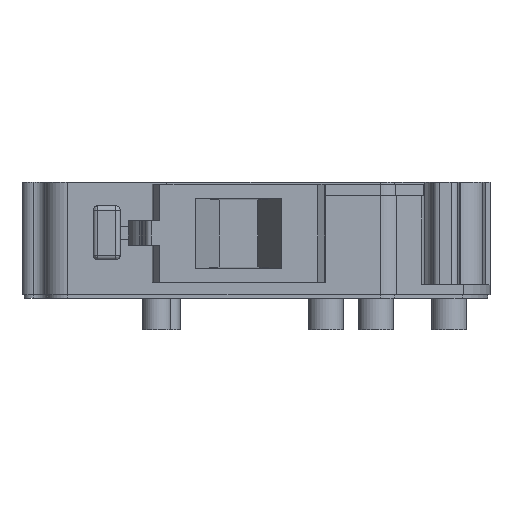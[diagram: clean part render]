
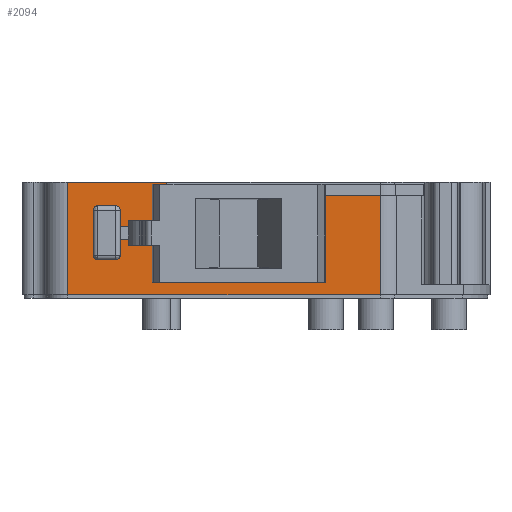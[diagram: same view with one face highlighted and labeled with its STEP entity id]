
A CAD part, front view. The second image highlights one B-rep face of the part: STEP entity #2094.
In plain terms, the highlighted planar face has unit normal (0, -1, 0).
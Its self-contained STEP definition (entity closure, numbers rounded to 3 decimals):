
#122 = DIRECTION ( 'NONE',  ( 0., 0., 1. ) ) ;
#181 = VECTOR ( 'NONE', #9009, 1000. ) ;
#263 = ORIENTED_EDGE ( 'NONE', *, *, #4999, .F. ) ;
#473 = CARTESIAN_POINT ( 'NONE',  ( -50.276, 13.714, 14.487 ) ) ;
#497 = DIRECTION ( 'NONE',  ( 0., 1., 0. ) ) ;
#509 = VERTEX_POINT ( 'NONE', #4616 ) ;
#540 = VECTOR ( 'NONE', #8657, 1000. ) ;
#822 = VERTEX_POINT ( 'NONE', #6894 ) ;
#877 = EDGE_LOOP ( 'NONE', ( #9095, #6956, #9516, #3848, #4329, #7190, #5540, #2065, #3905, #5321 ) ) ;
#947 = CARTESIAN_POINT ( 'NONE',  ( -45.872, 13.714, 14.487 ) ) ;
#1105 = VECTOR ( 'NONE', #3349, 1000. ) ;
#1341 = VECTOR ( 'NONE', #5334, 1000. ) ;
#1469 = CARTESIAN_POINT ( 'NONE',  ( -52.265, 13.714, 9.487 ) ) ;
#1907 = FACE_OUTER_BOUND ( 'NONE', #877, .T. ) ;
#2053 = VECTOR ( 'NONE', #9659, 1000. ) ;
#2065 = ORIENTED_EDGE ( 'NONE', *, *, #7131, .F. ) ;
#2081 = LINE ( 'NONE', #8687, #540 ) ;
#2084 = DIRECTION ( 'NONE',  ( 0., 0., -1. ) ) ;
#2094 = ADVANCED_FACE ( 'NONE', ( #1907, #8252 ), #6885, .F. ) ;
#2098 = CARTESIAN_POINT ( 'NONE',  ( -48.834, 13.714, 14.487 ) ) ;
#2426 = DIRECTION ( 'NONE',  ( 0., 0., 1. ) ) ;
#2457 = CARTESIAN_POINT ( 'NONE',  ( -48.234, 13.714, 14.487 ) ) ;
#2466 = EDGE_CURVE ( 'NONE', #822, #3741, #5030, .T. ) ;
#2513 = CARTESIAN_POINT ( 'NONE',  ( -48.234, 13.714, 12.937 ) ) ;
#2536 = ORIENTED_EDGE ( 'NONE', *, *, #4028, .F. ) ;
#2550 = EDGE_CURVE ( 'NONE', #9896, #4206, #8243, .T. ) ;
#2668 = CARTESIAN_POINT ( 'NONE',  ( -36.379, 13.714, 14.487 ) ) ;
#2978 = VECTOR ( 'NONE', #8788, 1000. ) ;
#3040 = LINE ( 'NONE', #4218, #8543 ) ;
#3086 = DIRECTION ( 'NONE',  ( -1., 0., 0. ) ) ;
#3101 = VERTEX_POINT ( 'NONE', #5057 ) ;
#3107 = ORIENTED_EDGE ( 'NONE', *, *, #8356, .F. ) ;
#3163 = LINE ( 'NONE', #2457, #7723 ) ;
#3279 = CARTESIAN_POINT ( 'NONE',  ( -36.379, 13.714, 11.537 ) ) ;
#3289 = VECTOR ( 'NONE', #2084, 1000. ) ;
#3347 = CARTESIAN_POINT ( 'NONE',  ( -46.522, 13.714, 14.387 ) ) ;
#3349 = DIRECTION ( 'NONE',  ( -1., 0., 0. ) ) ;
#3556 = EDGE_CURVE ( 'NONE', #8191, #822, #8100, .T. ) ;
#3741 = VERTEX_POINT ( 'NONE', #3347 ) ;
#3823 = CARTESIAN_POINT ( 'NONE',  ( -48.834, 13.714, 12.937 ) ) ;
#3848 = ORIENTED_EDGE ( 'NONE', *, *, #7522, .F. ) ;
#3905 = ORIENTED_EDGE ( 'NONE', *, *, #2550, .F. ) ;
#4011 = VECTOR ( 'NONE', #8030, 1000. ) ;
#4028 = EDGE_CURVE ( 'NONE', #5874, #4475, #3163, .T. ) ;
#4111 = LINE ( 'NONE', #3279, #2053 ) ;
#4201 = CARTESIAN_POINT ( 'NONE',  ( -48.234, 13.714, 11.537 ) ) ;
#4206 = VERTEX_POINT ( 'NONE', #4210 ) ;
#4210 = CARTESIAN_POINT ( 'NONE',  ( -38.822, 13.714, 13.887 ) ) ;
#4218 = CARTESIAN_POINT ( 'NONE',  ( -36.379, 13.714, 13.887 ) ) ;
#4239 = EDGE_CURVE ( 'NONE', #3741, #9339, #8192, .T. ) ;
#4329 = ORIENTED_EDGE ( 'NONE', *, *, #6265, .F. ) ;
#4343 = CARTESIAN_POINT ( 'NONE',  ( -38.822, 13.714, 14.487 ) ) ;
#4475 = VERTEX_POINT ( 'NONE', #2513 ) ;
#4521 = VERTEX_POINT ( 'NONE', #4805 ) ;
#4544 = ORIENTED_EDGE ( 'NONE', *, *, #8348, .F. ) ;
#4616 = CARTESIAN_POINT ( 'NONE',  ( -36.379, 13.714, 9.487 ) ) ;
#4724 = CARTESIAN_POINT ( 'NONE',  ( -50.276, 13.714, 14.487 ) ) ;
#4763 = VECTOR ( 'NONE', #7117, 1000. ) ;
#4805 = CARTESIAN_POINT ( 'NONE',  ( -48.834, 13.714, 11.537 ) ) ;
#4810 = EDGE_LOOP ( 'NONE', ( #2536, #3107, #263, #4544 ) ) ;
#4852 = EDGE_CURVE ( 'NONE', #3101, #509, #2081, .T. ) ;
#4941 = CARTESIAN_POINT ( 'NONE',  ( -39.072, 13.714, 14.387 ) ) ;
#4999 = EDGE_CURVE ( 'NONE', #9172, #4521, #9847, .T. ) ;
#5030 = LINE ( 'NONE', #4941, #2978 ) ;
#5057 = CARTESIAN_POINT ( 'NONE',  ( -36.379, 13.714, 13.887 ) ) ;
#5321 = ORIENTED_EDGE ( 'NONE', *, *, #9028, .F. ) ;
#5334 = DIRECTION ( 'NONE',  ( -1., 0., 0. ) ) ;
#5350 = VERTEX_POINT ( 'NONE', #5678 ) ;
#5481 = LINE ( 'NONE', #7152, #4763 ) ;
#5540 = ORIENTED_EDGE ( 'NONE', *, *, #4852, .F. ) ;
#5678 = CARTESIAN_POINT ( 'NONE',  ( -50.276, 13.714, 9.487 ) ) ;
#5739 = AXIS2_PLACEMENT_3D ( 'NONE', #8205, #497, #3086 ) ;
#5791 = LINE ( 'NONE', #1469, #1341 ) ;
#5874 = VERTEX_POINT ( 'NONE', #4201 ) ;
#6011 = DIRECTION ( 'NONE',  ( 0., 0., 1. ) ) ;
#6265 = EDGE_CURVE ( 'NONE', #5350, #7148, #8570, .T. ) ;
#6710 = CARTESIAN_POINT ( 'NONE',  ( -46.522, 13.714, 14.487 ) ) ;
#6763 = CARTESIAN_POINT ( 'NONE',  ( -46.522, 13.714, 10.037 ) ) ;
#6885 = PLANE ( 'NONE',  #5739 ) ;
#6894 = CARTESIAN_POINT ( 'NONE',  ( -45.872, 13.714, 14.387 ) ) ;
#6956 = ORIENTED_EDGE ( 'NONE', *, *, #2466, .F. ) ;
#7117 = DIRECTION ( 'NONE',  ( 1., 0., 0. ) ) ;
#7131 = EDGE_CURVE ( 'NONE', #4206, #3101, #3040, .T. ) ;
#7148 = VERTEX_POINT ( 'NONE', #473 ) ;
#7152 = CARTESIAN_POINT ( 'NONE',  ( -36.379, 13.714, 10.037 ) ) ;
#7190 = ORIENTED_EDGE ( 'NONE', *, *, #8142, .F. ) ;
#7522 = EDGE_CURVE ( 'NONE', #7148, #8191, #7941, .T. ) ;
#7584 = CARTESIAN_POINT ( 'NONE',  ( -38.822, 13.714, 10.037 ) ) ;
#7684 = LINE ( 'NONE', #7901, #1105 ) ;
#7723 = VECTOR ( 'NONE', #2426, 1000. ) ;
#7865 = VECTOR ( 'NONE', #8530, 1000. ) ;
#7901 = CARTESIAN_POINT ( 'NONE',  ( -36.379, 13.714, 12.937 ) ) ;
#7941 = LINE ( 'NONE', #2668, #4011 ) ;
#8030 = DIRECTION ( 'NONE',  ( 1., 0., 0. ) ) ;
#8100 = LINE ( 'NONE', #947, #7865 ) ;
#8142 = EDGE_CURVE ( 'NONE', #509, #5350, #5791, .T. ) ;
#8191 = VERTEX_POINT ( 'NONE', #9222 ) ;
#8192 = LINE ( 'NONE', #6710, #3289 ) ;
#8205 = CARTESIAN_POINT ( 'NONE',  ( -36.379, 13.714, 14.487 ) ) ;
#8243 = LINE ( 'NONE', #4343, #9072 ) ;
#8252 = FACE_BOUND ( 'NONE', #4810, .T. ) ;
#8348 = EDGE_CURVE ( 'NONE', #4475, #9172, #7684, .T. ) ;
#8356 = EDGE_CURVE ( 'NONE', #4521, #5874, #4111, .T. ) ;
#8530 = DIRECTION ( 'NONE',  ( 0., 0., -1. ) ) ;
#8543 = VECTOR ( 'NONE', #8837, 1000. ) ;
#8570 = LINE ( 'NONE', #4724, #9749 ) ;
#8657 = DIRECTION ( 'NONE',  ( 0., 0., -1. ) ) ;
#8687 = CARTESIAN_POINT ( 'NONE',  ( -36.379, 13.714, 14.487 ) ) ;
#8788 = DIRECTION ( 'NONE',  ( -1., 0., 0. ) ) ;
#8837 = DIRECTION ( 'NONE',  ( 1., 0., 0. ) ) ;
#9009 = DIRECTION ( 'NONE',  ( 0., 0., -1. ) ) ;
#9028 = EDGE_CURVE ( 'NONE', #9339, #9896, #5481, .T. ) ;
#9072 = VECTOR ( 'NONE', #6011, 1000. ) ;
#9095 = ORIENTED_EDGE ( 'NONE', *, *, #4239, .F. ) ;
#9172 = VERTEX_POINT ( 'NONE', #3823 ) ;
#9222 = CARTESIAN_POINT ( 'NONE',  ( -45.872, 13.714, 14.487 ) ) ;
#9339 = VERTEX_POINT ( 'NONE', #6763 ) ;
#9516 = ORIENTED_EDGE ( 'NONE', *, *, #3556, .F. ) ;
#9659 = DIRECTION ( 'NONE',  ( 1., 0., 0. ) ) ;
#9749 = VECTOR ( 'NONE', #122, 1000. ) ;
#9847 = LINE ( 'NONE', #2098, #181 ) ;
#9896 = VERTEX_POINT ( 'NONE', #7584 ) ;
